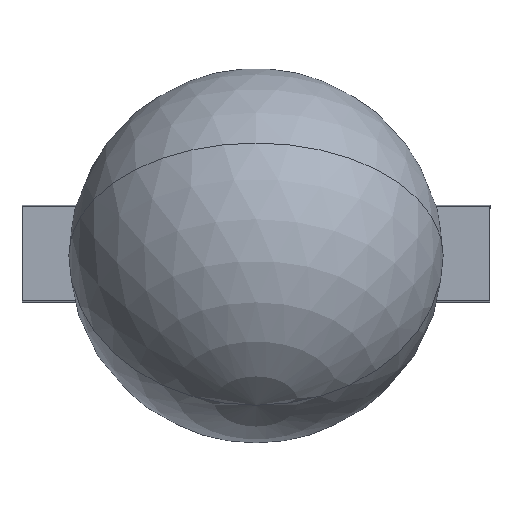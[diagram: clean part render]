
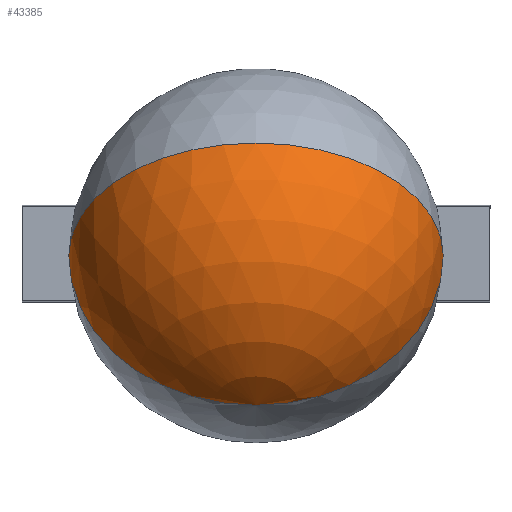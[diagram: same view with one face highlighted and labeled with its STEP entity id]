
A CAD part, front view. The second image highlights one B-rep face of the part: STEP entity #43385.
In plain terms, the highlighted spherical face has radius 50 mm.
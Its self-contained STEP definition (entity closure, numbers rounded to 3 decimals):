
#805 = DIRECTION ( 'NONE',  ( 0., 0., -1. ) ) ;
#8623 = EDGE_CURVE ( 'NONE', #36298, #15280, #68008, .T. ) ;
#9076 = AXIS2_PLACEMENT_3D ( 'NONE', #40810, #46413, #12524 ) ;
#9089 = CIRCLE ( 'NONE', #27725, 50. ) ;
#9881 = VERTEX_POINT ( 'NONE', #24316 ) ;
#11239 = CARTESIAN_POINT ( 'NONE',  ( 0., 0., -55. ) ) ;
#12524 = DIRECTION ( 'NONE',  ( 1., 0., 0. ) ) ;
#15280 = VERTEX_POINT ( 'NONE', #24498 ) ;
#23969 = CARTESIAN_POINT ( 'NONE',  ( 0., 0., -5. ) ) ;
#24316 = CARTESIAN_POINT ( 'NONE',  ( -50., 0., -5. ) ) ;
#24498 = CARTESIAN_POINT ( 'NONE',  ( 50., 0., -5. ) ) ;
#27434 = EDGE_CURVE ( 'NONE', #9881, #15280, #44210, .T. ) ;
#27725 = AXIS2_PLACEMENT_3D ( 'NONE', #55079, #61165, #44575 ) ;
#35056 = ORIENTED_EDGE ( 'NONE', *, *, #8623, .T. ) ;
#36298 = VERTEX_POINT ( 'NONE', #11239 ) ;
#38676 = AXIS2_PLACEMENT_3D ( 'NONE', #23969, #68652, #805 ) ;
#39207 = EDGE_CURVE ( 'NONE', #36298, #9881, #9089, .T. ) ;
#39851 = SPHERICAL_SURFACE ( 'NONE', #60148, 50. ) ;
#40124 = DIRECTION ( 'NONE',  ( 0., 1., 0. ) ) ;
#40810 = CARTESIAN_POINT ( 'NONE',  ( 0., 0., -5. ) ) ;
#42493 = FACE_OUTER_BOUND ( 'NONE', #56715, .T. ) ;
#43385 = ADVANCED_FACE ( 'NONE', ( #42493 ), #39851, .T. ) ;
#44210 = CIRCLE ( 'NONE', #9076, 50. ) ;
#44477 = ORIENTED_EDGE ( 'NONE', *, *, #39207, .F. ) ;
#44575 = DIRECTION ( 'NONE',  ( -1., 0., 0. ) ) ;
#46413 = DIRECTION ( 'NONE',  ( 0., 0., 1. ) ) ;
#51350 = DIRECTION ( 'NONE',  ( 1., 0., 0. ) ) ;
#55079 = CARTESIAN_POINT ( 'NONE',  ( 0., 0., -5. ) ) ;
#55496 = ORIENTED_EDGE ( 'NONE', *, *, #27434, .F. ) ;
#56715 = EDGE_LOOP ( 'NONE', ( #44477, #35056, #55496 ) ) ;
#60148 = AXIS2_PLACEMENT_3D ( 'NONE', #67702, #40124, #51350 ) ;
#61165 = DIRECTION ( 'NONE',  ( 0., 1., 0. ) ) ;
#67702 = CARTESIAN_POINT ( 'NONE',  ( 0., 0., -5. ) ) ;
#68008 = CIRCLE ( 'NONE', #38676, 50. ) ;
#68652 = DIRECTION ( 'NONE',  ( 0., -1., 0. ) ) ;
